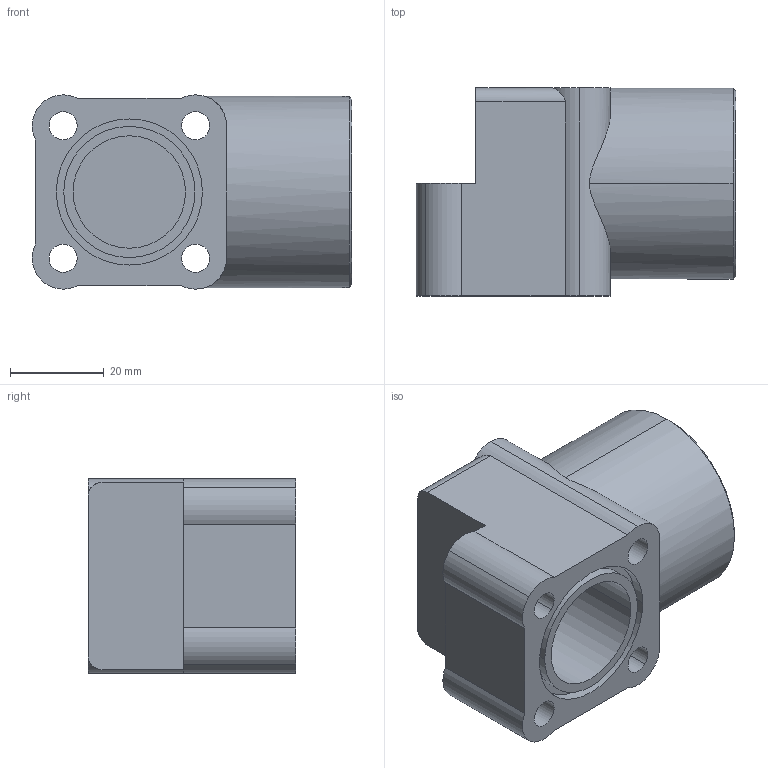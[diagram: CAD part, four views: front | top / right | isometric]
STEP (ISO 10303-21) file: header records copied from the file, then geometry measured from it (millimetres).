
FILE_DESCRIPTION(('STEP AP203'),'1');
FILE_NAME('b3-006.stp','2022-03-14T16:42:28',('TraceParts'),('TraceParts S.A.'),'Spatial InterOp 3D',' ',' ');
FILE_SCHEMA(('CONFIG_CONTROL_DESIGN'));
Length unit declared in the file: millimetre
Products named in the file (1): 1
Bounding box: 68.24 x 44.4 x 41.48 mm (x, y, z)
Volume: 72640.1 mm3; surface area: 19311.5 mm2
Topology: 1 solids, 1 shells, 47 faces, 120 edges, 79 vertices
Faces by surface type: cylinder 28, plane 15, cone 4
Entity records: 1690 total; most frequent: CARTESIAN_POINT 438, DIRECTION 271, ORIENTED_EDGE 240, EDGE_CURVE 120, AXIS2_PLACEMENT_3D 109, VERTEX_POINT 79, CIRCLE 61, EDGE_LOOP 59
